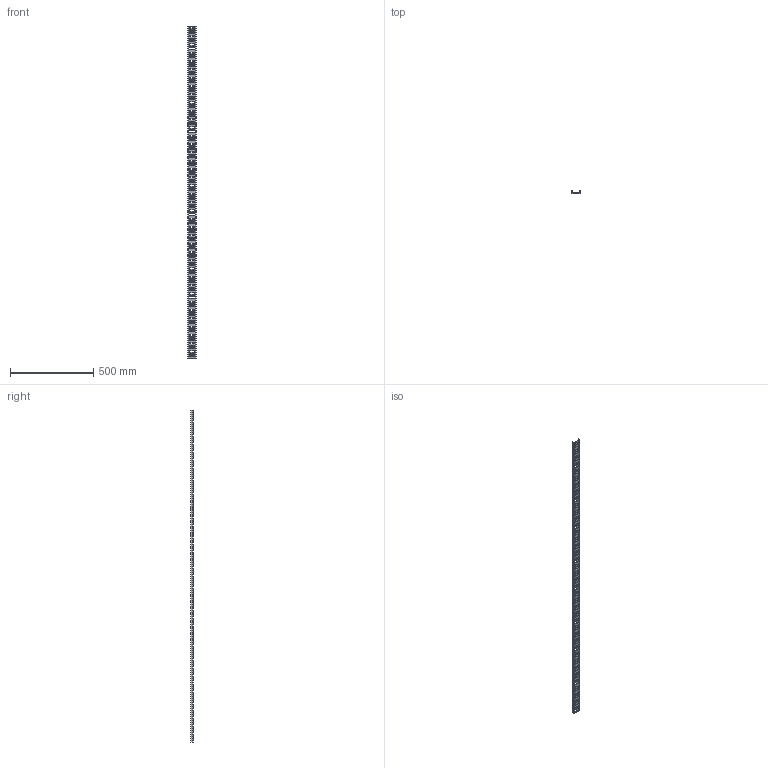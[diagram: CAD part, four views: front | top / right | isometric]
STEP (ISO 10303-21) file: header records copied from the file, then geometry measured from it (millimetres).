
FILE_DESCRIPTION (( 'STEP AP214' ), '1' );
FILE_NAME ('6045952.stp', '2021-08-05T13:06:28', ( '' ), ( '' ), 'SwSTEP 2.0', 'SolidWorks 2020', '' );
FILE_SCHEMA (( 'AUTOMOTIVE_DESIGN' ));
Length unit declared in the file: millimetre
Products named in the file (1): 6045952
Bounding box: 50 x 15 x 2000 mm (x, y, z)
Volume: 126772 mm3; surface area: 266333.5 mm2
Topology: 1 solids, 1 shells, 662 faces, 1964 edges, 1304 vertices
Faces by surface type: plane 338, cylinder 324
Entity records: 22982 total; most frequent: DIRECTION 3938, CARTESIAN_POINT 3931, ORIENTED_EDGE 3928, EDGE_CURVE 1964, VECTOR 1316, LINE 1316, AXIS2_PLACEMENT_3D 1311, VERTEX_POINT 1304
